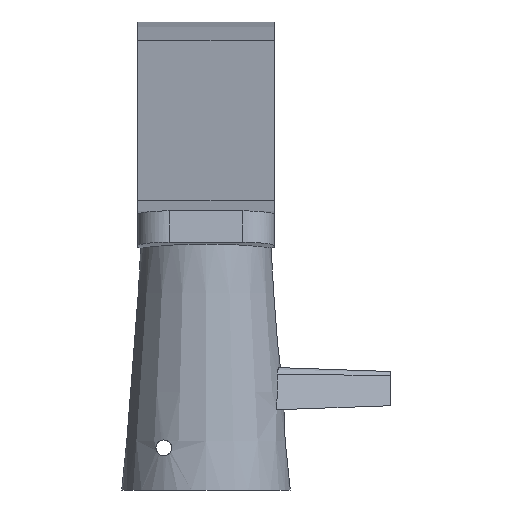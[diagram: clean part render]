
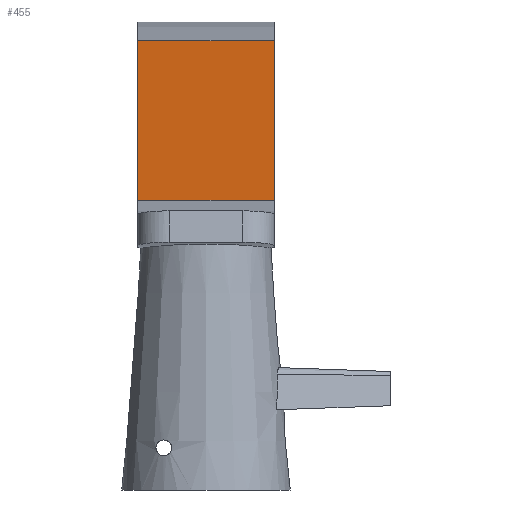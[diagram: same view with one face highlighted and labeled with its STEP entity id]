
A CAD part, front view. The second image highlights one B-rep face of the part: STEP entity #455.
In plain terms, the highlighted planar face has unit normal (0, -0.242, 0.97).
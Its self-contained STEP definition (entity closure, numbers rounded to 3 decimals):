
#32=LINE('',#919,#62);
#35=LINE('',#961,#65);
#39=LINE('',#981,#69);
#40=LINE('',#984,#70);
#62=VECTOR('',#586,125.);
#65=VECTOR('',#597,26.);
#69=VECTOR('',#607,26.);
#70=VECTOR('',#612,125.);
#86=PLANE('',#500);
#107=FACE_OUTER_BOUND('',#173,.T.);
#173=EDGE_LOOP('',(#395,#396,#397,#398));
#224=VERTEX_POINT('',#916);
#225=VERTEX_POINT('',#918);
#230=VERTEX_POINT('',#959);
#233=VERTEX_POINT('',#980);
#277=EDGE_CURVE('',#225,#224,#32,.T.);
#285=EDGE_CURVE('',#230,#224,#35,.T.);
#290=EDGE_CURVE('',#233,#225,#39,.T.);
#292=EDGE_CURVE('',#230,#233,#40,.T.);
#395=ORIENTED_EDGE('',*,*,#277,.T.);
#396=ORIENTED_EDGE('',*,*,#285,.F.);
#397=ORIENTED_EDGE('',*,*,#292,.T.);
#398=ORIENTED_EDGE('',*,*,#290,.T.);
#455=ADVANCED_FACE('',(#107),#86,.T.);
#500=AXIS2_PLACEMENT_3D('',#983,#610,#611);
#586=DIRECTION('',(0.,-0.97,-0.242));
#597=DIRECTION('',(-1.,0.,0.));
#607=DIRECTION('',(-1.,0.,0.));
#610=DIRECTION('center_axis',(0.,-0.242,0.97));
#611=DIRECTION('ref_axis',(1.,0.,0.));
#612=DIRECTION('',(0.,0.97,0.242));
#916=CARTESIAN_POINT('',(-26.,24.918,9.06));
#918=CARTESIAN_POINT('',(-26.,146.205,39.3));
#919=CARTESIAN_POINT('',(-26.,24.918,9.06));
#959=CARTESIAN_POINT('',(0.,24.918,9.06));
#961=CARTESIAN_POINT('',(0.,24.918,9.06));
#980=CARTESIAN_POINT('',(0.,146.205,39.3));
#981=CARTESIAN_POINT('',(0.,146.205,39.3));
#983=CARTESIAN_POINT('Origin',(0.,146.205,39.3));
#984=CARTESIAN_POINT('',(0.,24.918,9.06));
